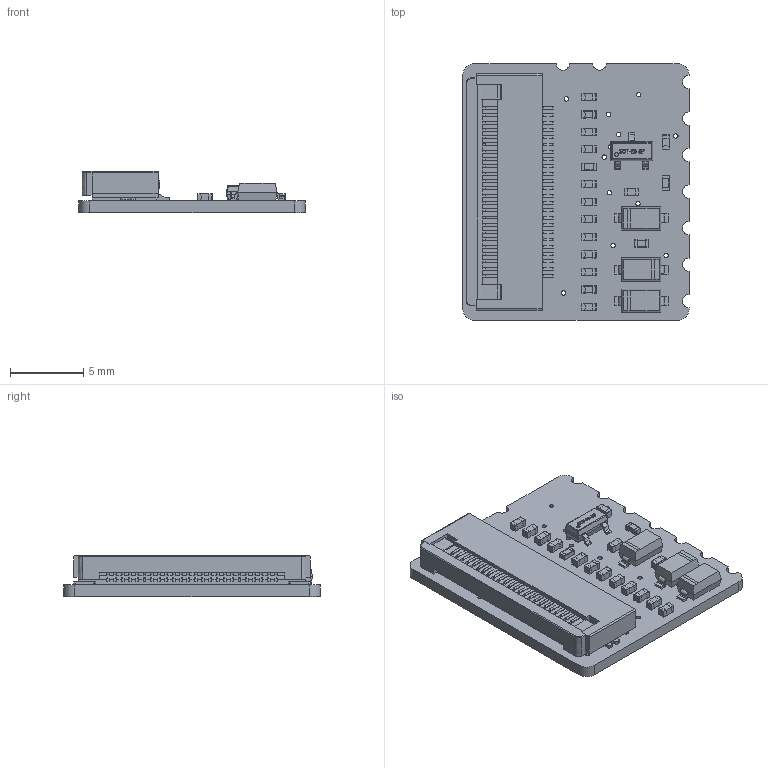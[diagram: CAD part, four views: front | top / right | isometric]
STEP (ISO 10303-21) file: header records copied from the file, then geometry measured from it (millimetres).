
FILE_DESCRIPTION(('Designed by EasyEDA Pro'),'2;1');
FILE_NAME('Open CASCADE Shape Model','2022-06-26T23:35:40',('Author'),( 'Open CASCADE'),'Open CASCADE STEP processor 7.6','Open CASCADE 7.6' ,'Unknown');
FILE_SCHEMA(('AUTOMOTIVE_DESIGN { 1 0 10303 214 1 1 1 1 }'));
Length unit declared in the file: millimetre
Products named in the file (36): PCBModel; COMPOUND; C2; C0402; =>[0:1:1:5]; C3; C4; C5; C6; C7; C8; C9; C10; C11; C12; C1; R1; R0402; =>[0:1:1:20]; R3; R4; R2; R5; D1; SOD-123_L2.8-W1.8-LS3.7-RD; =>[0:1:1:30]; D2; D3; Q1; SOT-23_L2.9-W1.3-P1.90-LS2.4-BR; FPC1; FPC-SMD_P0.50-24P_FGS-XJ-H2.0; =>[0:1:1:39]
Assembly tree (51 placements, depth 4):
  PCBModel
    COMPOUND
    C2
      C0402
        =>[0:1:1:5]
    C3
      C0402
        =>[0:1:1:5]
    C4
      C0402
        =>[0:1:1:5]
    C5
      C0402
        =>[0:1:1:5]
    C6
      C0402
        =>[0:1:1:5]
    C7
      C0402
        =>[0:1:1:5]
    C8
      C0402
        =>[0:1:1:5]
    C9
      C0402
        =>[0:1:1:5]
    C10
      C0402
        =>[0:1:1:5]
    C11
      C0402
        =>[0:1:1:5]
    C12
      C0402
        =>[0:1:1:5]
    C1
      C0402
        =>[0:1:1:5]
    R1
      R0402
        =>[0:1:1:20]
    R3
      R0402
        =>[0:1:1:20]
    R4
      R0402
        =>[0:1:1:20]
    R2
      R0402
        COMPOUND
    R5
      R0402
        COMPOUND
    D1
      SOD-123_L2.8-W1.8-LS3.7-RD
        =>[0:1:1:30]
    D2
      SOD-123_L2.8-W1.8-LS3.7-RD
        =>[0:1:1:30]
    D3
Bounding box: 15.47 x 17.55 x 2.81 mm (x, y, z)
Volume: 376.5 mm3; surface area: 1703 mm2
Topology: 55 solids, 55 shells, 4066 faces, 10615 edges, 6655 vertices
Faces by surface type: plane 2621, cylinder 902, bspline 376, sphere 143, torus 24
Full cylindrical faces by diameter (mm): 0.305 x34
Entity records: 72403 total; most frequent: CARTESIAN_POINT 20344, ORIENTED_EDGE 10394, DIRECTION 8965, EDGE_CURVE 5197, LINE 4129, VECTOR 4129, VERTEX_POINT 3339, AXIS2_PLACEMENT_3D 2418
